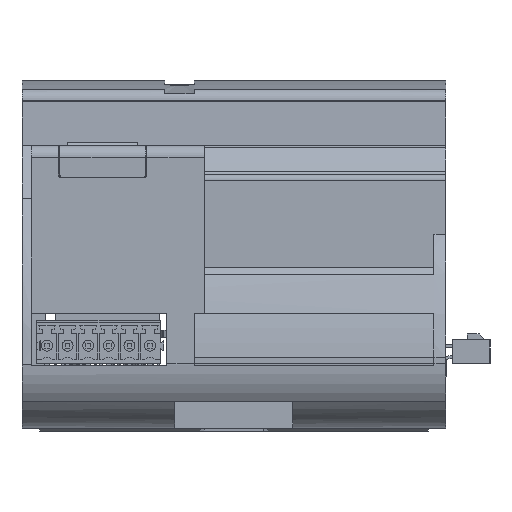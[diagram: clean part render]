
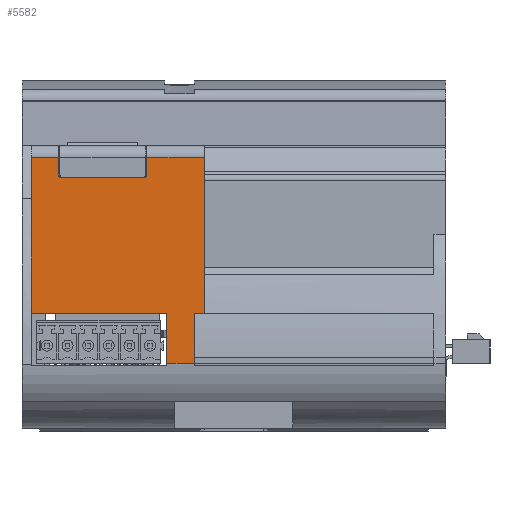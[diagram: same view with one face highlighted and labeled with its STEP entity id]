
A CAD part, front view. The second image highlights one B-rep face of the part: STEP entity #5582.
In plain terms, the highlighted planar face has unit normal (0, -1, 0).
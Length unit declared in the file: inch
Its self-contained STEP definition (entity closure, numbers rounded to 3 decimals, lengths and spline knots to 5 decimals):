
#236=DIRECTION('',(1.,0.,0.));
#237=VECTOR('',#236,0.18504);
#238=CARTESIAN_POINT('',(0.97171,0.40159,
-1.89173));
#239=LINE('',#238,#237);
#1352=DIRECTION('',(0.,0.,1.));
#1353=VECTOR('',#1352,0.33724);
#1354=CARTESIAN_POINT('',(1.15675,0.40159,
-1.89173));
#1355=LINE('',#1354,#1353);
#1360=DIRECTION('',(0.,0.,-1.));
#1361=VECTOR('',#1360,0.1178);
#1362=CARTESIAN_POINT('',(0.2473,0.40159,
-0.51117));
#1363=LINE('',#1362,#1361);
#1364=CARTESIAN_POINT('',(0.2673,0.40159,
-0.62897));
#1365=DIRECTION('',(0.,-1.,0.));
#1366=DIRECTION('',(-1.,0.,0.));
#1367=AXIS2_PLACEMENT_3D('',#1364,#1365,#1366);
#1369=CARTESIAN_POINT('',(0.81785,0.40159,
-0.62897));
#1370=DIRECTION('',(0.,-1.,0.));
#1371=DIRECTION('',(0.,0.,-1.));
#1372=AXIS2_PLACEMENT_3D('',#1369,#1370,#1371);
#1374=DIRECTION('',(0.,0.,-1.));
#1375=VECTOR('',#1374,1.04331);
#1376=CARTESIAN_POINT('',(1.22368,0.40159,
-0.51117));
#1377=LINE('',#1376,#1375);
#1378=DIRECTION('',(0.,0.,1.));
#1379=VECTOR('',#1378,0.33724);
#1380=CARTESIAN_POINT('',(0.97171,0.40159,
-1.89173));
#1381=LINE('',#1380,#1379);
#1382=DIRECTION('',(0.,0.,1.));
#1383=VECTOR('',#1382,1.04331);
#1384=CARTESIAN_POINT('',(0.0662,0.40159,
-1.55448));
#1385=LINE('',#1384,#1383);
#1557=DIRECTION('',(-1.,0.,0.));
#1558=VECTOR('',#1557,0.55055);
#1559=CARTESIAN_POINT('',(0.81785,0.40159,
-0.64897));
#1560=LINE('',#1559,#1558);
#1579=DIRECTION('',(0.,0.,-1.));
#1580=VECTOR('',#1579,0.1178);
#1581=CARTESIAN_POINT('',(0.83785,0.40159,
-0.51117));
#1582=LINE('',#1581,#1580);
#1587=DIRECTION('',(-1.,0.,0.));
#1588=VECTOR('',#1587,0.38583);
#1589=CARTESIAN_POINT('',(1.22368,0.40159,
-0.51117));
#1590=LINE('',#1589,#1588);
#1600=DIRECTION('',(-1.,0.,0.));
#1601=VECTOR('',#1600,0.1811);
#1602=CARTESIAN_POINT('',(0.2473,0.40159,
-0.51117));
#1603=LINE('',#1602,#1601);
#1627=DIRECTION('',(1.,0.,0.));
#1628=VECTOR('',#1627,0.90551);
#1629=CARTESIAN_POINT('',(0.0662,0.40159,
-1.55448));
#1630=LINE('',#1629,#1628);
#1684=DIRECTION('',(1.,0.,0.));
#1685=VECTOR('',#1684,0.06693);
#1686=CARTESIAN_POINT('',(1.15675,0.40159,
-1.55448));
#1687=LINE('',#1686,#1685);
#3238=CARTESIAN_POINT('',(0.97171,0.40159,
-1.89173));
#3239=VERTEX_POINT('',#3238);
#3240=CARTESIAN_POINT('',(1.15675,0.40159,
-1.89173));
#3241=VERTEX_POINT('',#3240);
#3606=CARTESIAN_POINT('',(1.22368,0.40159,
-1.55448));
#3607=VERTEX_POINT('',#3606);
#3608=CARTESIAN_POINT('',(1.22368,0.40159,
-0.51117));
#3609=VERTEX_POINT('',#3608);
#3628=CARTESIAN_POINT('',(1.15675,0.40159,
-1.55448));
#3629=VERTEX_POINT('',#3628);
#3632=CARTESIAN_POINT('',(0.2473,0.40159,
-0.51117));
#3633=CARTESIAN_POINT('',(0.2473,0.40159,
-0.62897));
#3634=VERTEX_POINT('',#3632);
#3635=VERTEX_POINT('',#3633);
#3636=CARTESIAN_POINT('',(0.2673,0.40159,
-0.64897));
#3637=VERTEX_POINT('',#3636);
#3638=CARTESIAN_POINT('',(0.81785,0.40159,
-0.64897));
#3639=VERTEX_POINT('',#3638);
#3640=CARTESIAN_POINT('',(0.83785,0.40159,
-0.62897));
#3641=VERTEX_POINT('',#3640);
#3642=CARTESIAN_POINT('',(0.83785,0.40159,
-0.51117));
#3643=VERTEX_POINT('',#3642);
#3644=CARTESIAN_POINT('',(0.97171,0.40159,
-1.55448));
#3645=VERTEX_POINT('',#3644);
#3646=CARTESIAN_POINT('',(0.0662,0.40159,
-1.55448));
#3647=VERTEX_POINT('',#3646);
#3648=CARTESIAN_POINT('',(0.0662,0.40159,
-0.51117));
#3649=VERTEX_POINT('',#3648);
#5550=CARTESIAN_POINT('',(0.00321,0.40159,
-1.89173));
#5551=DIRECTION('',(0.,-1.,0.));
#5552=DIRECTION('',(0.,0.,1.));
#5553=AXIS2_PLACEMENT_3D('',#5550,#5551,#5552);
#5554=PLANE('',#5553);
#5556=ORIENTED_EDGE('',*,*,#5555,.T.);
#5558=ORIENTED_EDGE('',*,*,#5557,.T.);
#5560=ORIENTED_EDGE('',*,*,#5559,.F.);
#5562=ORIENTED_EDGE('',*,*,#5561,.T.);
#5564=ORIENTED_EDGE('',*,*,#5563,.F.);
#5566=ORIENTED_EDGE('',*,*,#5565,.F.);
#5567=ORIENTED_EDGE('',*,*,#5380,.T.);
#5569=ORIENTED_EDGE('',*,*,#5568,.F.);
#5570=ORIENTED_EDGE('',*,*,#5540,.F.);
#5571=ORIENTED_EDGE('',*,*,#4262,.F.);
#5573=ORIENTED_EDGE('',*,*,#5572,.T.);
#5575=ORIENTED_EDGE('',*,*,#5574,.F.);
#5577=ORIENTED_EDGE('',*,*,#5576,.T.);
#5579=ORIENTED_EDGE('',*,*,#5578,.F.);
#5580=EDGE_LOOP('',(#5556,#5558,#5560,#5562,#5564,#5566,#5567,#5569,#5570,#5571,
#5573,#5575,#5577,#5579));
#5581=FACE_OUTER_BOUND('',#5580,.F.);
#5582=ADVANCED_FACE('',(#5581),#5554,.T.);
#1368=CIRCLE('',#1367,0.02);
#1373=CIRCLE('',#1372,0.02);
#4262=EDGE_CURVE('',#3239,#3241,#239,.T.);
#5380=EDGE_CURVE('',#3609,#3607,#1377,.T.);
#5540=EDGE_CURVE('',#3241,#3629,#1355,.T.);
#5555=EDGE_CURVE('',#3634,#3635,#1363,.T.);
#5557=EDGE_CURVE('',#3635,#3637,#1368,.T.);
#5559=EDGE_CURVE('',#3639,#3637,#1560,.T.);
#5561=EDGE_CURVE('',#3639,#3641,#1373,.T.);
#5563=EDGE_CURVE('',#3643,#3641,#1582,.T.);
#5565=EDGE_CURVE('',#3609,#3643,#1590,.T.);
#5568=EDGE_CURVE('',#3629,#3607,#1687,.T.);
#5572=EDGE_CURVE('',#3239,#3645,#1381,.T.);
#5574=EDGE_CURVE('',#3647,#3645,#1630,.T.);
#5576=EDGE_CURVE('',#3647,#3649,#1385,.T.);
#5578=EDGE_CURVE('',#3634,#3649,#1603,.T.);
